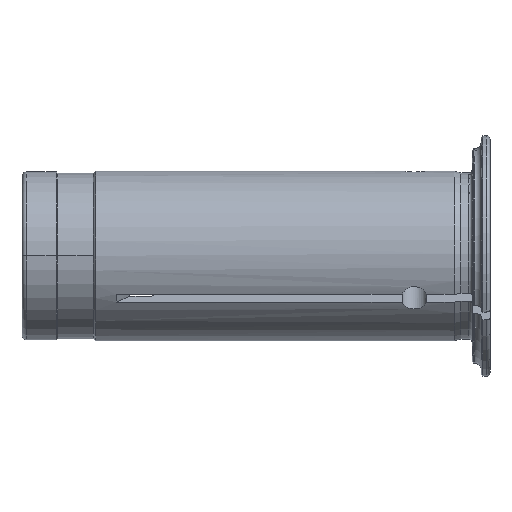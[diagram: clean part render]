
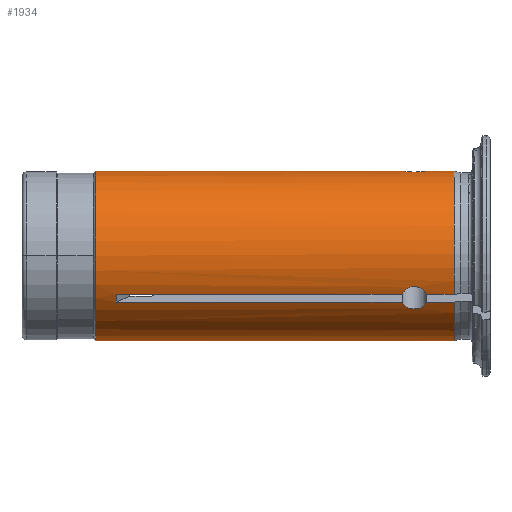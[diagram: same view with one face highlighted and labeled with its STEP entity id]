
A CAD part, top view. The second image highlights one B-rep face of the part: STEP entity #1934.
In plain terms, the highlighted cylindrical face has radius 9.525 mm (diameter 19.05 mm), a partial arc.
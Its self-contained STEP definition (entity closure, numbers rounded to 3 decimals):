
#2=DIRECTION('',(1.,0.,0.));
#3=VECTOR('',#2,32.071);
#4=CARTESIAN_POINT('',(-39.932,-4.323,8.488));
#5=LINE('',#4,#3);
#6=CARTESIAN_POINT('',(-39.932,-5.189,7.988));
#7=CARTESIAN_POINT('',(-39.939,-5.096,8.048));
#8=CARTESIAN_POINT('',(-39.948,-4.907,8.166));
#9=CARTESIAN_POINT('',(-39.948,-4.618,8.333));
#10=CARTESIAN_POINT('',(-39.939,-4.422,8.437));
#11=CARTESIAN_POINT('',(-39.932,-4.323,8.488));
#13=DIRECTION('',(1.,0.,0.));
#14=VECTOR('',#13,32.071);
#15=CARTESIAN_POINT('',(-39.932,-5.189,7.988));
#16=LINE('',#15,#14);
#17=CARTESIAN_POINT('',(-5.139,-5.189,7.988));
#18=CARTESIAN_POINT('',(-5.18,-5.284,7.926));
#19=CARTESIAN_POINT('',(-5.288,-5.457,7.809));
#20=CARTESIAN_POINT('',(-5.523,-5.676,7.65));
#21=CARTESIAN_POINT('',(-5.815,-5.839,7.526));
#22=CARTESIAN_POINT('',(-6.147,-5.94,7.446));
#23=CARTESIAN_POINT('',(-6.5,-5.974,7.419));
#24=CARTESIAN_POINT('',(-6.853,-5.94,7.446));
#25=CARTESIAN_POINT('',(-7.185,-5.839,7.526));
#26=CARTESIAN_POINT('',(-7.477,-5.676,7.65));
#27=CARTESIAN_POINT('',(-7.712,-5.457,7.809));
#28=CARTESIAN_POINT('',(-7.82,-5.284,7.926));
#29=CARTESIAN_POINT('',(-7.861,-5.189,7.988));
#31=DIRECTION('',(1.,0.,0.));
#32=VECTOR('',#31,3.139);
#33=CARTESIAN_POINT('',(-5.139,-5.189,7.988));
#34=LINE('',#33,#32);
#35=CARTESIAN_POINT('',(-2.,0.,0.));
#36=DIRECTION('',(1.,0.,0.));
#37=DIRECTION('',(0.,-0.545,0.839));
#38=AXIS2_PLACEMENT_3D('',#35,#36,#37);
#40=CARTESIAN_POINT('',(-42.25,0.,0.));
#41=DIRECTION('',(1.,0.,0.));
#42=DIRECTION('',(0.,1.,0.));
#43=AXIS2_PLACEMENT_3D('',#40,#41,#42);
#45=CARTESIAN_POINT('',(-39.932,9.512,0.5));
#46=CARTESIAN_POINT('',(-39.937,9.516,0.417));
#47=CARTESIAN_POINT('',(-39.945,9.523,0.25));
#48=CARTESIAN_POINT('',(-39.947,9.525,0.083));
#49=CARTESIAN_POINT('',(-39.947,9.525,0.));
#51=DIRECTION('',(1.,0.,0.));
#52=VECTOR('',#51,32.071);
#53=CARTESIAN_POINT('',(-39.932,9.512,0.5));
#54=LINE('',#53,#52);
#55=CARTESIAN_POINT('',(-5.139,9.512,0.5));
#56=CARTESIAN_POINT('',(-5.18,9.506,0.613));
#57=CARTESIAN_POINT('',(-5.288,9.491,0.821));
#58=CARTESIAN_POINT('',(-5.523,9.463,1.091));
#59=CARTESIAN_POINT('',(-5.815,9.437,1.294));
#60=CARTESIAN_POINT('',(-6.147,9.418,1.421));
#61=CARTESIAN_POINT('',(-6.501,9.412,1.464));
#62=CARTESIAN_POINT('',(-6.853,9.418,1.421));
#63=CARTESIAN_POINT('',(-7.186,9.437,1.294));
#64=CARTESIAN_POINT('',(-7.477,9.463,1.091));
#65=CARTESIAN_POINT('',(-7.713,9.491,0.821));
#66=CARTESIAN_POINT('',(-7.82,9.506,0.613));
#67=CARTESIAN_POINT('',(-7.861,9.512,0.5));
#69=DIRECTION('',(1.,0.,0.));
#70=VECTOR('',#69,3.139);
#71=CARTESIAN_POINT('',(-5.139,9.512,0.5));
#72=LINE('',#71,#70);
#73=CARTESIAN_POINT('',(-2.,0.,0.));
#74=DIRECTION('',(1.,0.,0.));
#75=DIRECTION('',(0.,0.999,0.052));
#76=AXIS2_PLACEMENT_3D('',#73,#74,#75);
#78=DIRECTION('',(1.,0.,0.));
#79=VECTOR('',#78,3.139);
#80=CARTESIAN_POINT('',(-5.139,-4.323,8.488));
#81=LINE('',#80,#79);
#82=CARTESIAN_POINT('',(-7.861,-4.323,8.488));
#83=CARTESIAN_POINT('',(-7.82,-4.222,8.539));
#84=CARTESIAN_POINT('',(-7.713,-4.035,8.63));
#85=CARTESIAN_POINT('',(-7.479,-3.788,8.74));
#86=CARTESIAN_POINT('',(-7.187,-3.599,8.819));
#87=CARTESIAN_POINT('',(-6.859,-3.48,8.867));
#88=CARTESIAN_POINT('',(-6.51,-3.437,8.883));
#89=CARTESIAN_POINT('',(-6.146,-3.478,8.867));
#90=CARTESIAN_POINT('',(-5.812,-3.599,8.819));
#91=CARTESIAN_POINT('',(-5.521,-3.788,8.74));
#92=CARTESIAN_POINT('',(-5.287,-4.035,8.63));
#93=CARTESIAN_POINT('',(-5.18,-4.222,8.539));
#94=CARTESIAN_POINT('',(-5.139,-4.323,8.488));
#1131=DIRECTION('',(-1.,0.,0.));
#1132=VECTOR('',#1131,2.303);
#1133=CARTESIAN_POINT('',(-39.947,9.525,0.));
#1134=LINE('',#1133,#1132);
#1140=DIRECTION('',(-1.,0.,0.));
#1141=VECTOR('',#1140,40.25);
#1142=CARTESIAN_POINT('',(-2.,-9.525,0.));
#1143=LINE('',#1142,#1141);
#1577=CARTESIAN_POINT('',(-42.25,9.525,0.));
#1578=CARTESIAN_POINT('',(-42.25,-9.525,0.));
#1579=VERTEX_POINT('',#1577);
#1580=VERTEX_POINT('',#1578);
#1593=CARTESIAN_POINT('',(-2.,-9.525,0.));
#1594=VERTEX_POINT('',#1593);
#1595=CARTESIAN_POINT('',(-39.932,9.512,0.5));
#1596=CARTESIAN_POINT('',(-7.861,9.512,0.5));
#1597=VERTEX_POINT('',#1595);
#1598=VERTEX_POINT('',#1596);
#1599=CARTESIAN_POINT('',(-5.139,9.512,0.5));
#1600=CARTESIAN_POINT('',(-2.,9.512,0.5));
#1601=VERTEX_POINT('',#1599);
#1602=VERTEX_POINT('',#1600);
#1603=VERTEX_POINT('',#49);
#1689=CARTESIAN_POINT('',(-39.932,-4.323,
8.488));
#1690=CARTESIAN_POINT('',(-7.861,-4.323,
8.488));
#1691=VERTEX_POINT('',#1689);
#1692=VERTEX_POINT('',#1690);
#1693=CARTESIAN_POINT('',(-5.139,-4.323,
8.488));
#1694=CARTESIAN_POINT('',(-2.,-4.323,8.488));
#1695=VERTEX_POINT('',#1693);
#1696=VERTEX_POINT('',#1694);
#1697=CARTESIAN_POINT('',(-39.932,-5.189,
7.988));
#1698=CARTESIAN_POINT('',(-7.861,-5.189,
7.988));
#1699=VERTEX_POINT('',#1697);
#1700=VERTEX_POINT('',#1698);
#1701=CARTESIAN_POINT('',(-5.139,-5.189,
7.988));
#1702=CARTESIAN_POINT('',(-2.,-5.189,7.988));
#1703=VERTEX_POINT('',#1701);
#1704=VERTEX_POINT('',#1702);
#1895=CARTESIAN_POINT('',(0.,0.,0.));
#1896=DIRECTION('',(1.,0.,0.));
#1897=DIRECTION('',(0.,-1.,0.));
#1898=AXIS2_PLACEMENT_3D('',#1895,#1896,#1897);
#1899=CYLINDRICAL_SURFACE('',#1898,9.525);
#1901=ORIENTED_EDGE('',*,*,#1900,.F.);
#1903=ORIENTED_EDGE('',*,*,#1902,.F.);
#1905=ORIENTED_EDGE('',*,*,#1904,.T.);
#1907=ORIENTED_EDGE('',*,*,#1906,.F.);
#1909=ORIENTED_EDGE('',*,*,#1908,.T.);
#1911=ORIENTED_EDGE('',*,*,#1910,.T.);
#1913=ORIENTED_EDGE('',*,*,#1912,.T.);
#1915=ORIENTED_EDGE('',*,*,#1914,.F.);
#1917=ORIENTED_EDGE('',*,*,#1916,.F.);
#1919=ORIENTED_EDGE('',*,*,#1918,.F.);
#1921=ORIENTED_EDGE('',*,*,#1920,.T.);
#1923=ORIENTED_EDGE('',*,*,#1922,.F.);
#1925=ORIENTED_EDGE('',*,*,#1924,.T.);
#1927=ORIENTED_EDGE('',*,*,#1926,.T.);
#1929=ORIENTED_EDGE('',*,*,#1928,.F.);
#1931=ORIENTED_EDGE('',*,*,#1930,.F.);
#1932=EDGE_LOOP('',(#1901,#1903,#1905,#1907,#1909,#1911,#1913,#1915,#1917,#1919,
#1921,#1923,#1925,#1927,#1929,#1931));
#1933=FACE_OUTER_BOUND('',#1932,.F.);
#1934=ADVANCED_FACE('',(#1933),#1899,.T.);
#12=B_SPLINE_CURVE_WITH_KNOTS('',3,(#6,#7,#8,#9,#10,#11),.UNSPECIFIED.,.F.,.F.,(
4,1,1,4),(0.,0.333,0.667,1.),.UNSPECIFIED.);
#30=B_SPLINE_CURVE_WITH_KNOTS('',3,(#17,#18,#19,#20,#21,#22,#23,#24,#25,#26,#27,
#28,#29),.UNSPECIFIED.,.F.,.F.,(4,1,1,1,1,1,1,1,1,1,4),(0.,0.1,0.2,0.3,
0.4,0.5,0.6,0.7,0.8,0.9,1.),.UNSPECIFIED.);
#39=CIRCLE('',#38,9.525);
#44=CIRCLE('',#43,9.525);
#50=B_SPLINE_CURVE_WITH_KNOTS('',3,(#45,#46,#47,#48,#49),.UNSPECIFIED.,.F.,.F.,(
4,1,4),(0.,0.5,1.),.UNSPECIFIED.);
#68=B_SPLINE_CURVE_WITH_KNOTS('',3,(#55,#56,#57,#58,#59,#60,#61,#62,#63,#64,#65,
#66,#67),.UNSPECIFIED.,.F.,.F.,(4,1,1,1,1,1,1,1,1,1,4),(0.,0.1,0.2,0.3,
0.4,0.5,0.6,0.7,0.8,0.9,1.),.UNSPECIFIED.);
#77=CIRCLE('',#76,9.525);
#95=B_SPLINE_CURVE_WITH_KNOTS('',3,(#82,#83,#84,#85,#86,#87,#88,#89,#90,#91,#92,
#93,#94),.UNSPECIFIED.,.F.,.F.,(4,1,1,1,1,1,1,1,1,1,4),(0.,0.1,0.2,0.3,
0.4,0.5,0.6,0.7,0.8,0.9,1.),.UNSPECIFIED.);
#1900=EDGE_CURVE('',#1691,#1692,#5,.T.);
#1902=EDGE_CURVE('',#1699,#1691,#12,.T.);
#1904=EDGE_CURVE('',#1699,#1700,#16,.T.);
#1906=EDGE_CURVE('',#1703,#1700,#30,.T.);
#1908=EDGE_CURVE('',#1703,#1704,#34,.T.);
#1910=EDGE_CURVE('',#1704,#1594,#39,.T.);
#1912=EDGE_CURVE('',#1594,#1580,#1143,.T.);
#1914=EDGE_CURVE('',#1579,#1580,#44,.T.);
#1916=EDGE_CURVE('',#1603,#1579,#1134,.T.);
#1918=EDGE_CURVE('',#1597,#1603,#50,.T.);
#1920=EDGE_CURVE('',#1597,#1598,#54,.T.);
#1922=EDGE_CURVE('',#1601,#1598,#68,.T.);
#1924=EDGE_CURVE('',#1601,#1602,#72,.T.);
#1926=EDGE_CURVE('',#1602,#1696,#77,.T.);
#1928=EDGE_CURVE('',#1695,#1696,#81,.T.);
#1930=EDGE_CURVE('',#1692,#1695,#95,.T.);
